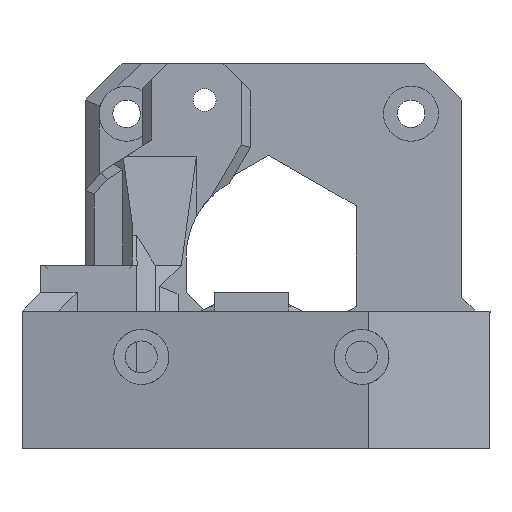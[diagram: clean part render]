
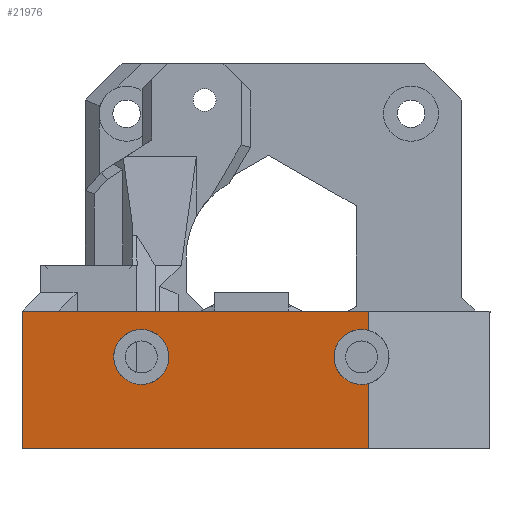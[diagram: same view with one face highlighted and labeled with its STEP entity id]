
A CAD part, left-side view. The second image highlights one B-rep face of the part: STEP entity #21976.
In plain terms, the highlighted planar face has unit normal (-0.983, 0.182, 0).
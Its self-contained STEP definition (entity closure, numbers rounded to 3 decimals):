
#66 = ORIENTED_EDGE ( 'NONE', *, *, #5013, .T. ) ;
#319 = CARTESIAN_POINT ( 'NONE',  ( -5., 12.244, 12.903 ) ) ;
#740 = CARTESIAN_POINT ( 'NONE',  ( 0.702, 43., 13. ) ) ;
#1109 = ORIENTED_EDGE ( 'NONE', *, *, #17831, .F. ) ;
#1159 = ORIENTED_EDGE ( 'NONE', *, *, #7538, .F. ) ;
#1279 = CARTESIAN_POINT ( 'NONE',  ( -5., 12.244, 42.001 ) ) ;
#1443 = DIRECTION ( 'NONE',  ( 0., 0., -1. ) ) ;
#1462 = EDGE_LOOP ( 'NONE', ( #3741, #66, #14064, #6485, #1109, #3767, #3808, #18809 ) ) ;
#2345 = CARTESIAN_POINT ( 'NONE',  ( -4.954, 12.491, 12.968 ) ) ;
#2653 = EDGE_CURVE ( 'NONE', #6784, #18164, #24680, .T. ) ;
#2899 = EDGE_CURVE ( 'NONE', #6784, #11866, #14790, .T. ) ;
#3220 = CARTESIAN_POINT ( 'NONE',  ( -3.747, 19., 7. ) ) ;
#3741 = ORIENTED_EDGE ( 'NONE', *, *, #2653, .T. ) ;
#3767 = ORIENTED_EDGE ( 'NONE', *, *, #20780, .F. ) ;
#3808 = ORIENTED_EDGE ( 'NONE', *, *, #6345, .F. ) ;
#4453 = CARTESIAN_POINT ( 'NONE',  ( 2., 50., 15. ) ) ;
#4592 = CARTESIAN_POINT ( 'NONE',  ( -4.86, 13., 13. ) ) ;
#4636 = CARTESIAN_POINT ( 'NONE',  ( -4.907, 12.745, 13. ) ) ;
#5013 = EDGE_CURVE ( 'NONE', #18164, #19509, #26252, .T. ) ;
#5684 = DIRECTION ( 'NONE',  ( 0.983, -0.182, 0. ) ) ;
#5801 =( BOUNDED_CURVE ( )  B_SPLINE_CURVE ( 3, ( #24192, #740, #7181, #9316 ),
 .UNSPECIFIED., .F., .F. ) 
 B_SPLINE_CURVE_WITH_KNOTS ( ( 4, 4 ),
 ( 4.712, 7.854 ),
 .UNSPECIFIED. ) 
 CURVE ( )  GEOMETRIC_REPRESENTATION_ITEM ( )  RATIONAL_B_SPLINE_CURVE ( ( 1., 0.333, 0.333, 1. ) ) 
 REPRESENTATION_ITEM ( '' )  );
#5856 = VERTEX_POINT ( 'NONE', #13772 ) ;
#6282 = VERTEX_POINT ( 'NONE', #15431 ) ;
#6345 = EDGE_CURVE ( 'NONE', #11866, #26641, #15945, .T. ) ;
#6362 = VERTEX_POINT ( 'NONE', #17749 ) ;
#6485 = ORIENTED_EDGE ( 'NONE', *, *, #8905, .F. ) ;
#6784 = VERTEX_POINT ( 'NONE', #14361 ) ;
#7181 = CARTESIAN_POINT ( 'NONE',  ( 0.702, 43., 7. ) ) ;
#7538 = EDGE_CURVE ( 'NONE', #6282, #6362, #19392, .T. ) ;
#7799 = DIRECTION ( 'NONE',  ( -0.182, -0.983, 0. ) ) ;
#8507 = VERTEX_POINT ( 'NONE', #4592 ) ;
#8543 = CARTESIAN_POINT ( 'NONE',  ( -5., 12.244, 7.097 ) ) ;
#8905 = EDGE_CURVE ( 'NONE', #24058, #5856, #25152, .T. ) ;
#9136 = VECTOR ( 'NONE', #12943, 1000. ) ;
#9316 = CARTESIAN_POINT ( 'NONE',  ( -0.41, 37., 7. ) ) ;
#10662 = CARTESIAN_POINT ( 'NONE',  ( -4.86, 13., 7. ) ) ;
#10762 = CARTESIAN_POINT ( 'NONE',  ( -4.954, 12.491, 7.032 ) ) ;
#11440 = CARTESIAN_POINT ( 'NONE',  ( -3.747, 19., 13. ) ) ;
#11866 = VERTEX_POINT ( 'NONE', #12218 ) ;
#12084 = EDGE_LOOP ( 'NONE', ( #1159, #18399 ) ) ;
#12218 = CARTESIAN_POINT ( 'NONE',  ( -5., 12.244, 15. ) ) ;
#12943 = DIRECTION ( 'NONE',  ( -0.182, -0.983, 0. ) ) ;
#13148 = EDGE_CURVE ( 'NONE', #6362, #6282, #5801, .T. ) ;
#13556 = DIRECTION ( 'NONE',  ( 0., 0., -1. ) ) ;
#13772 = CARTESIAN_POINT ( 'NONE',  ( -5., 12.244, 7.097 ) ) ;
#14064 = ORIENTED_EDGE ( 'NONE', *, *, #21369, .F. ) ;
#14361 = CARTESIAN_POINT ( 'NONE',  ( 2., 50., 15. ) ) ;
#14790 = LINE ( 'NONE', #4453, #9136 ) ;
#15431 = CARTESIAN_POINT ( 'NONE',  ( -0.41, 37., 7. ) ) ;
#15610 = CARTESIAN_POINT ( 'NONE',  ( -5., 12.244, 42.001 ) ) ;
#15828 = FACE_OUTER_BOUND ( 'NONE', #1462, .T. ) ;
#15829 =( BOUNDED_CURVE ( )  B_SPLINE_CURVE ( 3, ( #319, #2345, #4636, #25851 ),
 .UNSPECIFIED., .F., .F. ) 
 B_SPLINE_CURVE_WITH_KNOTS ( ( 4, 4 ),
 ( 4.458, 4.712 ),
 .UNSPECIFIED. ) 
 CURVE ( )  GEOMETRIC_REPRESENTATION_ITEM ( )  RATIONAL_B_SPLINE_CURVE ( ( 1., 0.995, 0.995, 1. ) ) 
 REPRESENTATION_ITEM ( '' )  );
#15945 = LINE ( 'NONE', #15610, #20220 ) ;
#16133 = CARTESIAN_POINT ( 'NONE',  ( 2., 50., 42.001 ) ) ;
#16148 = CARTESIAN_POINT ( 'NONE',  ( -5., 12.244, 0. ) ) ;
#16344 = AXIS2_PLACEMENT_3D ( 'NONE', #24940, #5684, #26925 ) ;
#16681 =( BOUNDED_CURVE ( )  B_SPLINE_CURVE ( 3, ( #26461, #11440, #3220, #24390 ),
 .UNSPECIFIED., .F., .F. ) 
 B_SPLINE_CURVE_WITH_KNOTS ( ( 4, 4 ),
 ( 4.712, 7.854 ),
 .UNSPECIFIED. ) 
 CURVE ( )  GEOMETRIC_REPRESENTATION_ITEM ( )  RATIONAL_B_SPLINE_CURVE ( ( 1., 0.333, 0.333, 1. ) ) 
 REPRESENTATION_ITEM ( '' )  );
#16985 = CARTESIAN_POINT ( 'NONE',  ( -4.86, 13., 7. ) ) ;
#17009 = CARTESIAN_POINT ( 'NONE',  ( -0.41, 37., 13. ) ) ;
#17749 = CARTESIAN_POINT ( 'NONE',  ( -0.41, 37., 13. ) ) ;
#17831 = EDGE_CURVE ( 'NONE', #8507, #24058, #16681, .T. ) ;
#18164 = VERTEX_POINT ( 'NONE', #21581 ) ;
#18272 = CARTESIAN_POINT ( 'NONE',  ( 2., 50., 0. ) ) ;
#18399 = ORIENTED_EDGE ( 'NONE', *, *, #13148, .F. ) ;
#18809 = ORIENTED_EDGE ( 'NONE', *, *, #2899, .F. ) ;
#19133 = CARTESIAN_POINT ( 'NONE',  ( -1.523, 31., 7. ) ) ;
#19169 = VECTOR ( 'NONE', #1443, 1000. ) ;
#19392 =( BOUNDED_CURVE ( )  B_SPLINE_CURVE ( 3, ( #23349, #19133, #25226, #17009 ),
 .UNSPECIFIED., .F., .F. ) 
 B_SPLINE_CURVE_WITH_KNOTS ( ( 4, 4 ),
 ( 1.571, 4.712 ),
 .UNSPECIFIED. ) 
 CURVE ( )  GEOMETRIC_REPRESENTATION_ITEM ( )  RATIONAL_B_SPLINE_CURVE ( ( 1., 0.333, 0.333, 1. ) ) 
 REPRESENTATION_ITEM ( '' )  );
#19509 = VERTEX_POINT ( 'NONE', #16148 ) ;
#20220 = VECTOR ( 'NONE', #13556, 1000. ) ;
#20713 = VECTOR ( 'NONE', #24897, 1000. ) ;
#20780 = EDGE_CURVE ( 'NONE', #26641, #8507, #15829, .T. ) ;
#21369 = EDGE_CURVE ( 'NONE', #5856, #19509, #23757, .T. ) ;
#21581 = CARTESIAN_POINT ( 'NONE',  ( 2., 50., 0. ) ) ;
#21594 = VECTOR ( 'NONE', #7799, 1000. ) ;
#21976 = ADVANCED_FACE ( 'NONE', ( #24394, #15828 ), #27028, .F. ) ;
#23349 = CARTESIAN_POINT ( 'NONE',  ( -0.41, 37., 7. ) ) ;
#23416 = CARTESIAN_POINT ( 'NONE',  ( -4.907, 12.745, 7. ) ) ;
#23757 = LINE ( 'NONE', #1279, #19169 ) ;
#24058 = VERTEX_POINT ( 'NONE', #10662 ) ;
#24192 = CARTESIAN_POINT ( 'NONE',  ( -0.41, 37., 13. ) ) ;
#24390 = CARTESIAN_POINT ( 'NONE',  ( -4.86, 13., 7. ) ) ;
#24394 = FACE_BOUND ( 'NONE', #12084, .T. ) ;
#24680 = LINE ( 'NONE', #16133, #20713 ) ;
#24732 = CARTESIAN_POINT ( 'NONE',  ( -5., 12.244, 12.903 ) ) ;
#24897 = DIRECTION ( 'NONE',  ( 0., 0., -1. ) ) ;
#24940 = CARTESIAN_POINT ( 'NONE',  ( 2., 50., 42.001 ) ) ;
#25152 =( BOUNDED_CURVE ( )  B_SPLINE_CURVE ( 3, ( #16985, #23416, #10762, #8543 ),
 .UNSPECIFIED., .F., .F. ) 
 B_SPLINE_CURVE_WITH_KNOTS ( ( 4, 4 ),
 ( 1.571, 1.825 ),
 .UNSPECIFIED. ) 
 CURVE ( )  GEOMETRIC_REPRESENTATION_ITEM ( )  RATIONAL_B_SPLINE_CURVE ( ( 1., 0.995, 0.995, 1. ) ) 
 REPRESENTATION_ITEM ( '' )  );
#25226 = CARTESIAN_POINT ( 'NONE',  ( -1.523, 31., 13. ) ) ;
#25851 = CARTESIAN_POINT ( 'NONE',  ( -4.86, 13., 13. ) ) ;
#26252 = LINE ( 'NONE', #18272, #21594 ) ;
#26461 = CARTESIAN_POINT ( 'NONE',  ( -4.86, 13., 13. ) ) ;
#26641 = VERTEX_POINT ( 'NONE', #24732 ) ;
#26925 = DIRECTION ( 'NONE',  ( 0.182, 0.983, 0. ) ) ;
#27028 = PLANE ( 'NONE',  #16344 ) ;
